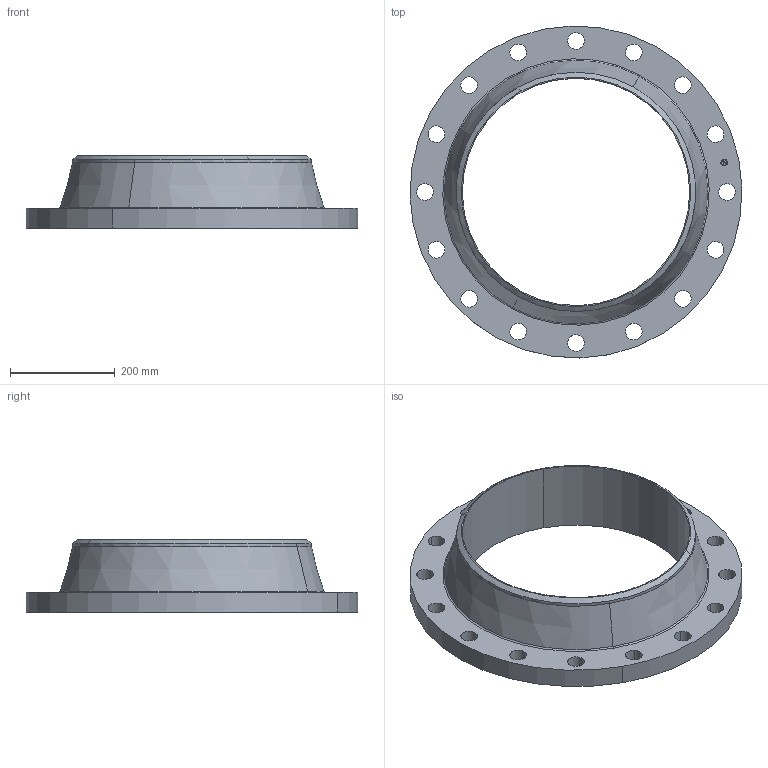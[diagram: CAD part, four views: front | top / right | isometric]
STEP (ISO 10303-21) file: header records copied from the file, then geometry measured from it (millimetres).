
FILE_DESCRIPTION(('3D STEP'),'2;1');
FILE_NAME('18-150-WELD-NECK-FF-30-FLANGE.stp','2013-01-24T08:00:40+00:00',('Texas Flange'),(''),'CATIA Version 5 Release 20 SP 6 (IN-10)','CATIA V5 STEP AP214','800-826-3801');
FILE_SCHEMA(('AUTOMOTIVE_DESIGN { 1 0 10303 214 1 1 1 1 }'));
Length unit declared in the file: inch
Products named in the file (1): 18-150-WELD-NECK-FF-30-FLANGE
Bounding box: 634.82 x 634.82 x 138.18 mm (x, y, z)
Volume: 8983973.2 mm3; surface area: 747827 mm2
Topology: 1 solids, 1 shells, 433 faces, 1234 edges, 822 vertices
Faces by surface type: plane 369, cylinder 58, cone 4, torus 2
Entity records: 16232 total; most frequent: ORIENTED_EDGE 2468, CARTESIAN_POINT 2433, DIRECTION 1986, EDGE_CURVE 1234, VECTOR 1106, LINE 1106, VERTEX_POINT 822, AXIS2_PLACEMENT_3D 505
